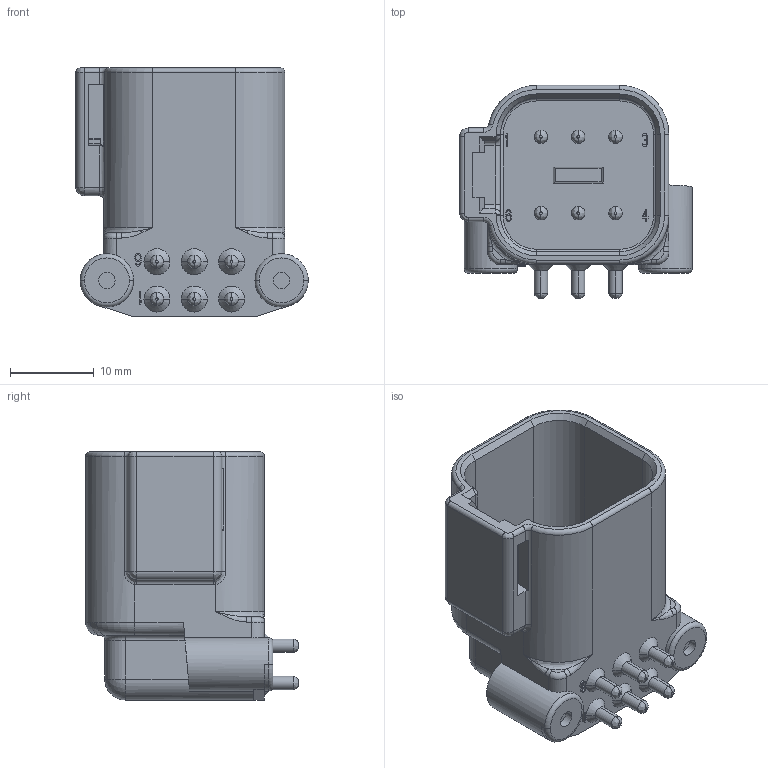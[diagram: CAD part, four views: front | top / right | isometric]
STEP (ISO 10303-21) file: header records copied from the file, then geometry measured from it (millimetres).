
FILE_DESCRIPTION((''),'2;1');
FILE_NAME('C-DTF13-6P','2013-02-04T',('workeradm'),('Tyco Electronics Ltd.'),'PRO/ENGINEER BY PARAMETRIC TECHNOLOGY CORPORATION, 2010430','PRO/ENGINEER BY PARAMETRIC TECHNOLOGY CORPORATION, 2010430','');
FILE_SCHEMA(('AUTOMOTIVE_DESIGN { 1 0 10303 214 1 1 1 1 }'));
Length unit declared in the file: millimetre
Products named in the file (1): C-DTF13-6P
Bounding box: 27.71 x 25.39 x 29.59 mm (x, y, z)
Volume: 6375.2 mm3; surface area: 5148.1 mm2
Topology: 1 solids, 1 shells, 458 faces, 1193 edges, 760 vertices
Faces by surface type: plane 290, cylinder 80, bspline 40, torus 28, cone 18, sphere 2
Entity records: 18797 total; most frequent: CARTESIAN_POINT 3651, ORIENTED_EDGE 2386, DIRECTION 2287, PRESENTATION_STYLE_ASSIGNMENT 1194, STYLED_ITEM 1194, CURVE_STYLE 1193, EDGE_CURVE 1193, VECTOR 869
